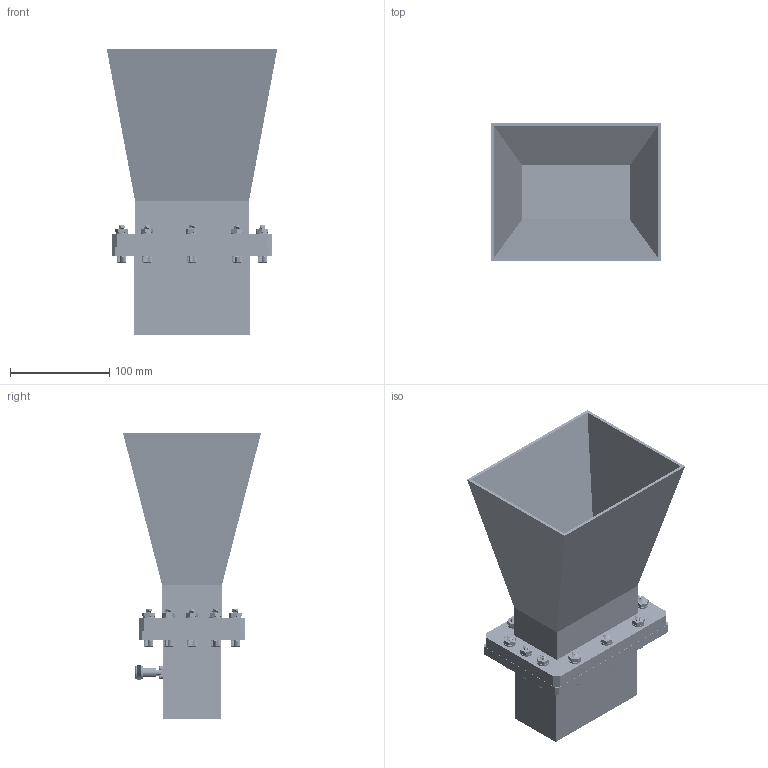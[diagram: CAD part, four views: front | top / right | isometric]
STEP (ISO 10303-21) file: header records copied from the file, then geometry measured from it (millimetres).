
FILE_DESCRIPTION (( 'STEP AP214' ), '1' );
FILE_NAME ('FMWAN430-10NF_3D.step', '2023-05-12T15:03:10', ( '' ), ( '' ), 'SwSTEP 2.0', 'SolidWorks 2022', '' );
FILE_SCHEMA (( 'AUTOMOTIVE_DESIGN' ));
Length unit declared in the file: inch
Products named in the file (11): PEWAN430-10; Copy of PE9872_CON^PE9872; 1-4-20SH-HXx1.25_92196A544; PE9872; FMWAN430-10NF_3D; Copy of PE9872_Body^PE9872; 1-4-20HN_94846A029; Copy of 112-N^Copy of PE9872_CON_PE9872; 1-4-LW; Copy of 112-N-PANEL^Copy of PE9872_CON_PE9872; Copy of 06142-con screw^Copy of PE9872_CON_PE9872
Assembly tree (46 placements, depth 4):
  FMWAN430-10NF_3D
    PE9872
      Copy of PE9872_CON^PE9872
        Copy of 06142-con screw^Copy of PE9872_CON_PE9872  x4
        Copy of 112-N-PANEL^Copy of PE9872_CON_PE9872
        Copy of 112-N^Copy of PE9872_CON_PE9872
      Copy of PE9872_Body^PE9872
    PEWAN430-10
    1-4-20SH-HXx1.25_92196A544  x12
    1-4-LW  x12
    1-4-20HN_94846A029  x12
Bounding box: 172.12 x 139.44 x 288.9 mm (x, y, z)
Volume: 675809.5 mm3; surface area: 336718.6 mm2
Topology: 44 solids, 44 shells, 4520 faces, 11278 edges, 6883 vertices
Faces by surface type: plane 1846, cylinder 1478, cone 1128, bspline 68
Entity records: 22757 total; most frequent: CARTESIAN_POINT 7609, ORIENTED_EDGE 2844, DIRECTION 2453, EDGE_CURVE 1422, AXIS2_PLACEMENT_3D 927, VERTEX_POINT 884, EDGE_LOOP 640, VECTOR 599
